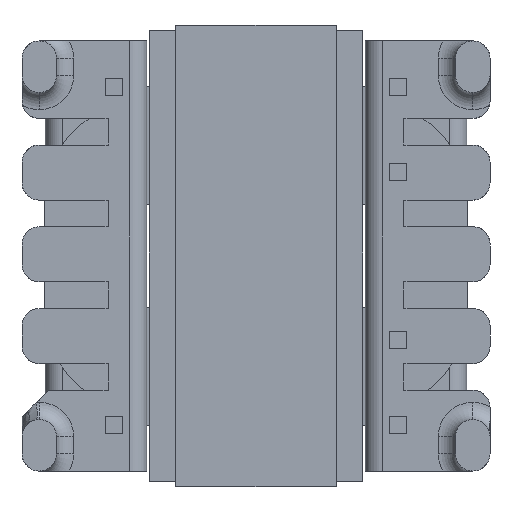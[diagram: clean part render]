
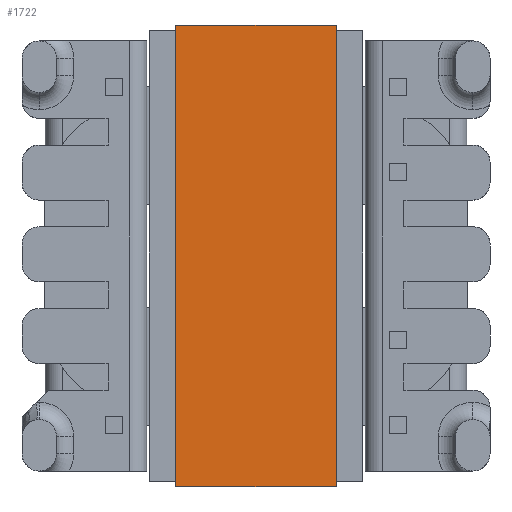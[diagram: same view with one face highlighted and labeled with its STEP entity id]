
A CAD part, front view. The second image highlights one B-rep face of the part: STEP entity #1722.
In plain terms, the highlighted face is planar.
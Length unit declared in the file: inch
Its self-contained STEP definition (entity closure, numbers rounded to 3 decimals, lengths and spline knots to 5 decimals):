
#10 = DIRECTION ( 'NONE',  ( -1., 0., 0. ) ) ;
#265 = VECTOR ( 'NONE', #4719, 39.37008 ) ;
#824 = CARTESIAN_POINT ( 'NONE',  ( -0.0063, 0.0063, 0. ) ) ;
#1053 = CARTESIAN_POINT ( 'NONE',  ( -0.0063, -0.53031, -0.18701 ) ) ;
#1056 = VERTEX_POINT ( 'NONE', #5292 ) ;
#1060 = CARTESIAN_POINT ( 'NONE',  ( -0.0063, 0.0063, -0.18701 ) ) ;
#1722 = ADVANCED_FACE ( 'NONE', ( #4610 ), #5000, .T. ) ;
#1751 = CARTESIAN_POINT ( 'NONE',  ( -0.0063, -0.53031, -0.18701 ) ) ;
#1987 = LINE ( 'NONE', #1053, #5992 ) ;
#2350 = EDGE_LOOP ( 'NONE', ( #4534, #5959, #4599, #2970 ) ) ;
#2535 = VECTOR ( 'NONE', #4502, 39.37008 ) ;
#2605 = VERTEX_POINT ( 'NONE', #6292 ) ;
#2890 = LINE ( 'NONE', #5287, #265 ) ;
#2970 = ORIENTED_EDGE ( 'NONE', *, *, #5160, .T. ) ;
#2974 = VERTEX_POINT ( 'NONE', #1060 ) ;
#3589 = AXIS2_PLACEMENT_3D ( 'NONE', #6851, #10, #7457 ) ;
#3678 = LINE ( 'NONE', #7333, #7528 ) ;
#3875 = LINE ( 'NONE', #824, #2535 ) ;
#4153 = DIRECTION ( 'NONE',  ( 0., 0., 1. ) ) ;
#4502 = DIRECTION ( 'NONE',  ( 0., -1., 0. ) ) ;
#4534 = ORIENTED_EDGE ( 'NONE', *, *, #6073, .F. ) ;
#4599 = ORIENTED_EDGE ( 'NONE', *, *, #5765, .T. ) ;
#4610 = FACE_OUTER_BOUND ( 'NONE', #2350, .T. ) ;
#4719 = DIRECTION ( 'NONE',  ( 0., 0., 1. ) ) ;
#5000 = PLANE ( 'NONE',  #3589 ) ;
#5133 = VERTEX_POINT ( 'NONE', #1751 ) ;
#5160 = EDGE_CURVE ( 'NONE', #5133, #2605, #1987, .T. ) ;
#5287 = CARTESIAN_POINT ( 'NONE',  ( -0.0063, 0.0063, -0.18701 ) ) ;
#5292 = CARTESIAN_POINT ( 'NONE',  ( -0.0063, 0.0063, 0. ) ) ;
#5765 = EDGE_CURVE ( 'NONE', #2974, #5133, #3678, .T. ) ;
#5959 = ORIENTED_EDGE ( 'NONE', *, *, #6846, .F. ) ;
#5992 = VECTOR ( 'NONE', #4153, 39.37008 ) ;
#6073 = EDGE_CURVE ( 'NONE', #1056, #2605, #3875, .T. ) ;
#6292 = CARTESIAN_POINT ( 'NONE',  ( -0.0063, -0.53031, 0. ) ) ;
#6574 = DIRECTION ( 'NONE',  ( 0., -1., 0. ) ) ;
#6846 = EDGE_CURVE ( 'NONE', #2974, #1056, #2890, .T. ) ;
#6851 = CARTESIAN_POINT ( 'NONE',  ( -0.0063, 0.0063, -0.18701 ) ) ;
#7333 = CARTESIAN_POINT ( 'NONE',  ( -0.0063, 0.0063, -0.18701 ) ) ;
#7457 = DIRECTION ( 'NONE',  ( 0., -1., 0. ) ) ;
#7528 = VECTOR ( 'NONE', #6574, 39.37008 ) ;
